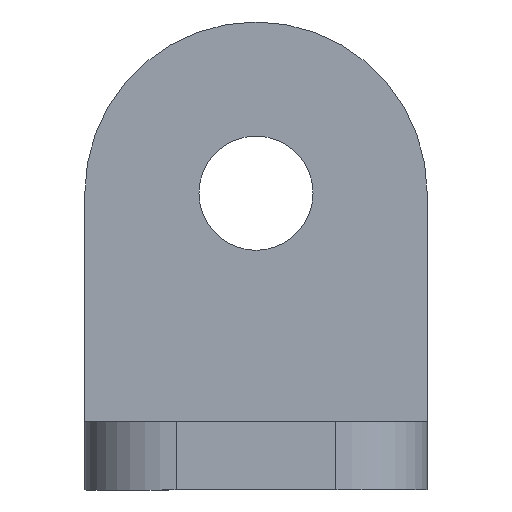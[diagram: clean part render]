
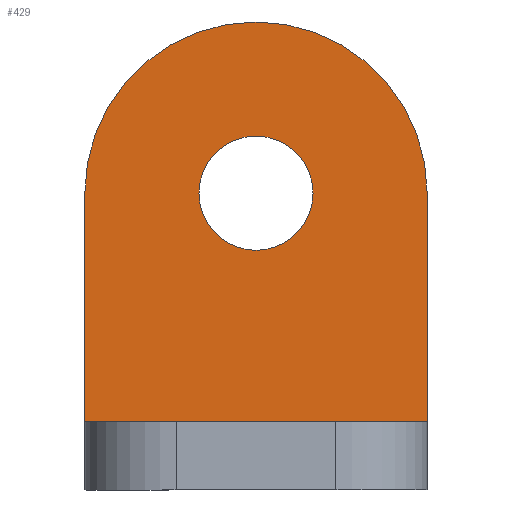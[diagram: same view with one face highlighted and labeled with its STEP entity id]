
A CAD part, left-side view. The second image highlights one B-rep face of the part: STEP entity #429.
In plain terms, the highlighted planar face has unit normal (-1, 0, 0).
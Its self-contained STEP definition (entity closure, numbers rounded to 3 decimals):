
#19=FACE_BOUND('',#74,.T.);
#29=PLANE('',#486);
#47=FACE_OUTER_BOUND('',#73,.T.);
#73=EDGE_LOOP('',(#347,#348,#349,#350));
#74=EDGE_LOOP('',(#351));
#91=LINE('',#648,#131);
#113=LINE('',#711,#153);
#114=LINE('',#714,#154);
#131=VECTOR('',#520,10.);
#153=VECTOR('',#582,10.);
#154=VECTOR('',#585,10.);
#179=CIRCLE('',#487,7.5);
#180=CIRCLE('',#488,2.5);
#193=VERTEX_POINT('',#645);
#194=VERTEX_POINT('',#647);
#215=VERTEX_POINT('',#710);
#216=VERTEX_POINT('',#712);
#217=VERTEX_POINT('',#715);
#234=EDGE_CURVE('',#193,#194,#91,.T.);
#265=EDGE_CURVE('',#215,#193,#113,.T.);
#266=EDGE_CURVE('',#216,#215,#179,.T.);
#267=EDGE_CURVE('',#194,#216,#114,.T.);
#268=EDGE_CURVE('',#217,#217,#180,.T.);
#347=ORIENTED_EDGE('',*,*,#265,.F.);
#348=ORIENTED_EDGE('',*,*,#266,.F.);
#349=ORIENTED_EDGE('',*,*,#267,.F.);
#350=ORIENTED_EDGE('',*,*,#234,.F.);
#351=ORIENTED_EDGE('',*,*,#268,.F.);
#429=ADVANCED_FACE('',(#47,#19),#29,.F.);
#486=AXIS2_PLACEMENT_3D('',#709,#580,#581);
#487=AXIS2_PLACEMENT_3D('',#713,#583,#584);
#488=AXIS2_PLACEMENT_3D('',#716,#586,#587);
#520=DIRECTION('',(0.,1.,0.));
#580=DIRECTION('center_axis',(1.,0.,0.));
#581=DIRECTION('ref_axis',(0.,0.,-1.));
#582=DIRECTION('',(0.,0.,-1.));
#583=DIRECTION('center_axis',(1.,0.,0.));
#584=DIRECTION('ref_axis',(0.,1.,0.));
#585=DIRECTION('',(0.,0.,1.));
#586=DIRECTION('center_axis',(-1.,0.,0.));
#587=DIRECTION('ref_axis',(0.,-1.,0.));
#645=CARTESIAN_POINT('',(0.,-7.5,-5.));
#647=CARTESIAN_POINT('',(0.,7.5,-5.));
#648=CARTESIAN_POINT('',(0.,-7.5,-5.));
#709=CARTESIAN_POINT('Origin',(0.,0.,3.75));
#710=CARTESIAN_POINT('',(0.,-7.5,5.));
#711=CARTESIAN_POINT('',(0.,-7.5,5.));
#712=CARTESIAN_POINT('',(0.,7.5,5.));
#713=CARTESIAN_POINT('Origin',(0.,0.,5.));
#714=CARTESIAN_POINT('',(0.,7.5,-5.));
#715=CARTESIAN_POINT('',(0.,2.5,5.));
#716=CARTESIAN_POINT('Origin',(0.,0.,5.));
